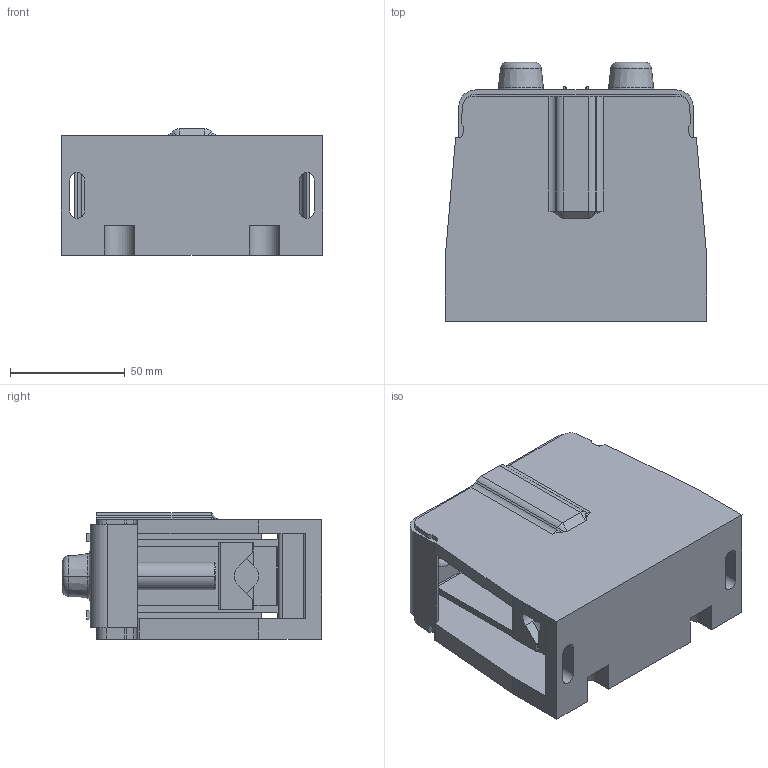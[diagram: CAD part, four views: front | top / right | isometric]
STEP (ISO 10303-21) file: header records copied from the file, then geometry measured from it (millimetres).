
FILE_DESCRIPTION((''),'2;1');
FILE_NAME('240_ASM','2024-01-29T',('dell'),(''),'PRO/ENGINEER BY PARAMETRIC TECHNOLOGY CORPORATION, 2013230','PRO/ENGINEER BY PARAMETRIC TECHNOLOGY CORPORATION, 2013230','');
FILE_SCHEMA(('AUTOMOTIVE_DESIGN { 1 0 10303 214 1 1 1 1 }'));
Length unit declared in the file: millimetre
Products named in the file (1): 240_ASM
Bounding box: 114 x 112.8 x 55 mm (x, y, z)
Volume: 357358.4 mm3; surface area: 115051.1 mm2
Topology: 3 solids, 3 shells, 586 faces, 1846 edges, 1218 vertices
Faces by surface type: plane 328, cylinder 226, cone 16, torus 16
Entity records: 22366 total; most frequent: CARTESIAN_POINT 5075, ORIENTED_EDGE 3692, DIRECTION 3035, EDGE_CURVE 1846, VECTOR 1307, LINE 1307, VERTEX_POINT 1218, AXIS2_PLACEMENT_3D 864
